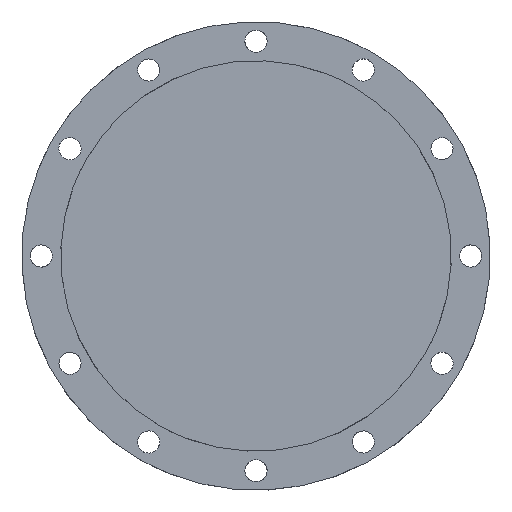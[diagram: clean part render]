
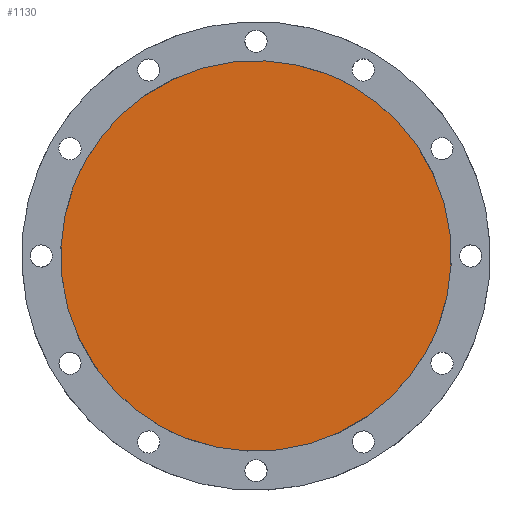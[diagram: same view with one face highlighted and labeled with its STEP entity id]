
A CAD part, top view. The second image highlights one B-rep face of the part: STEP entity #1130.
In plain terms, the highlighted free-form (B-spline) face has degree [1, 1] with [2, 2] control points.
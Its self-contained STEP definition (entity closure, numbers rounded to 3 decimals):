
#65 = VERTEX_POINT ( 'NONE', #1696 ) ;
#438 = CARTESIAN_POINT ( 'NONE',  ( 2999.836, 2250.55, 0. ) ) ;
#492 = CARTESIAN_POINT ( 'NONE',  ( 2999.836, 2250.55, 0. ) ) ;
#522 = CARTESIAN_POINT ( 'NONE',  ( 2897.384, 2223.098, 0. ) ) ;
#570 = FACE_OUTER_BOUND ( 'NONE', #1875, .T. ) ;
#606 = CARTESIAN_POINT ( 'NONE',  ( 2999.836, 2250.55, 0. ) ) ;
#681 = VERTEX_POINT ( 'NONE', #2622 ) ;
#847 = ORIENTED_EDGE ( 'NONE', *, *, #2981, .F. ) ;
#920 = VERTEX_POINT ( 'NONE', #2083 ) ;
#960 =( BOUNDED_CURVE ( )  B_SPLINE_CURVE ( 2, ( #522, #1606, #3554 ),
 .UNSPECIFIED., .F., .T. ) 
 B_SPLINE_CURVE_WITH_KNOTS ( ( 3, 3 ),
 ( 270., 360. ),
 .UNSPECIFIED. ) 
 CURVE ( )  GEOMETRIC_REPRESENTATION_ITEM ( )  RATIONAL_B_SPLINE_CURVE ( ( 1., 0.707, 1. ) ) 
 REPRESENTATION_ITEM ( '' )  );
#1048 = CARTESIAN_POINT ( 'NONE',  ( 2907.432, 2390.501, 0. ) ) ;
#1130 = ADVANCED_FACE ( 'NONE', ( #570 ), #3150, .T. ) ;
#1244 = VERTEX_POINT ( 'NONE', #438 ) ;
#1263 = CARTESIAN_POINT ( 'NONE',  ( 2962.336, 2185.598, 0. ) ) ;
#1312 =( BOUNDED_CURVE ( )  B_SPLINE_CURVE ( 2, ( #1845, #1048, #1829 ),
 .UNSPECIFIED., .F., .T. ) 
 B_SPLINE_CURVE_WITH_KNOTS ( ( 3, 3 ),
 ( 0., 90. ),
 .UNSPECIFIED. ) 
 CURVE ( )  GEOMETRIC_REPRESENTATION_ITEM ( )  RATIONAL_B_SPLINE_CURVE ( ( 1., 0.707, 1. ) ) 
 REPRESENTATION_ITEM ( '' )  );
#1346 = EDGE_CURVE ( 'NONE', #920, #65, #1312, .T. ) ;
#1401 = CARTESIAN_POINT ( 'NONE',  ( 2828.334, 2259.5, 0. ) ) ;
#1417 = CARTESIAN_POINT ( 'NONE',  ( 3041.434, 2316.599, 0. ) ) ;
#1564 = CARTESIAN_POINT ( 'NONE',  ( 3037.336, 2315.501, 0. ) ) ;
#1606 = CARTESIAN_POINT ( 'NONE',  ( 2832.432, 2260.598, 0. ) ) ;
#1696 = CARTESIAN_POINT ( 'NONE',  ( 2972.384, 2353.001, 0. ) ) ;
#1829 = CARTESIAN_POINT ( 'NONE',  ( 2972.384, 2353.001, 0. ) ) ;
#1845 = CARTESIAN_POINT ( 'NONE',  ( 2869.932, 2325.55, 0. ) ) ;
#1875 = EDGE_LOOP ( 'NONE', ( #847, #2272, #3152, #2659 ) ) ;
#1923 =( BOUNDED_CURVE ( )  B_SPLINE_CURVE ( 2, ( #606, #1263, #3517 ),
 .UNSPECIFIED., .F., .F. ) 
 B_SPLINE_CURVE_WITH_KNOTS ( ( 3, 3 ),
 ( 180., 270. ),
 .UNSPECIFIED. ) 
 CURVE ( )  GEOMETRIC_REPRESENTATION_ITEM ( )  RATIONAL_B_SPLINE_CURVE ( ( 1., 0.707, 1. ) ) 
 REPRESENTATION_ITEM ( '' )  );
#2083 = CARTESIAN_POINT ( 'NONE',  ( 2869.932, 2325.55, 0. ) ) ;
#2272 = ORIENTED_EDGE ( 'NONE', *, *, #1346, .F. ) ;
#2466 =( BOUNDED_CURVE ( )  B_SPLINE_CURVE ( 2, ( #2704, #1564, #492 ),
 .UNSPECIFIED., .F., .T. ) 
 B_SPLINE_CURVE_WITH_KNOTS ( ( 3, 3 ),
 ( 90., 180. ),
 .UNSPECIFIED. ) 
 CURVE ( )  GEOMETRIC_REPRESENTATION_ITEM ( )  RATIONAL_B_SPLINE_CURVE ( ( 1., 0.707, 1. ) ) 
 REPRESENTATION_ITEM ( '' )  );
#2493 = CARTESIAN_POINT ( 'NONE',  ( 2963.434, 2181.5, 0. ) ) ;
#2622 = CARTESIAN_POINT ( 'NONE',  ( 2897.384, 2223.098, 0. ) ) ;
#2659 = ORIENTED_EDGE ( 'NONE', *, *, #3084, .F. ) ;
#2704 = CARTESIAN_POINT ( 'NONE',  ( 2972.384, 2353.001, 0. ) ) ;
#2780 = CARTESIAN_POINT ( 'NONE',  ( 2906.334, 2394.599, 0. ) ) ;
#2981 = EDGE_CURVE ( 'NONE', #65, #1244, #2466, .T. ) ;
#3084 = EDGE_CURVE ( 'NONE', #1244, #681, #1923, .T. ) ;
#3150 = B_SPLINE_SURFACE_WITH_KNOTS ( 'NONE', 1, 1, ( 
 ( #1401, #2780 ),
 ( #2493, #1417 ) ),
 .UNSPECIFIED., .F., .F., .F.,
 ( 2, 2 ),
 ( 2, 2 ),
 ( -78., 78. ),
 ( -78., 78. ),
 .UNSPECIFIED. ) ;
#3152 = ORIENTED_EDGE ( 'NONE', *, *, #3430, .F. ) ;
#3430 = EDGE_CURVE ( 'NONE', #681, #920, #960, .T. ) ;
#3517 = CARTESIAN_POINT ( 'NONE',  ( 2897.384, 2223.098, 0. ) ) ;
#3554 = CARTESIAN_POINT ( 'NONE',  ( 2869.932, 2325.55, 0. ) ) ;
